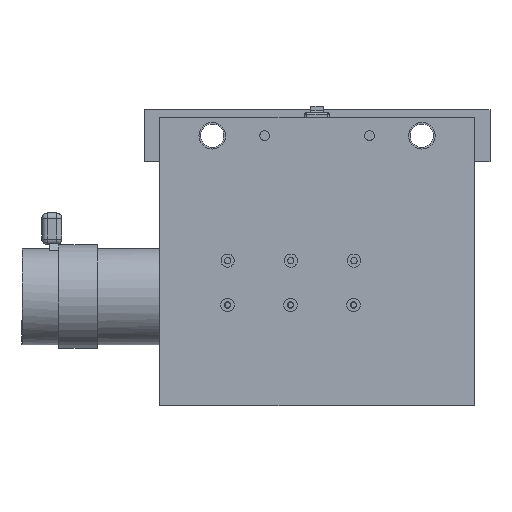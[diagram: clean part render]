
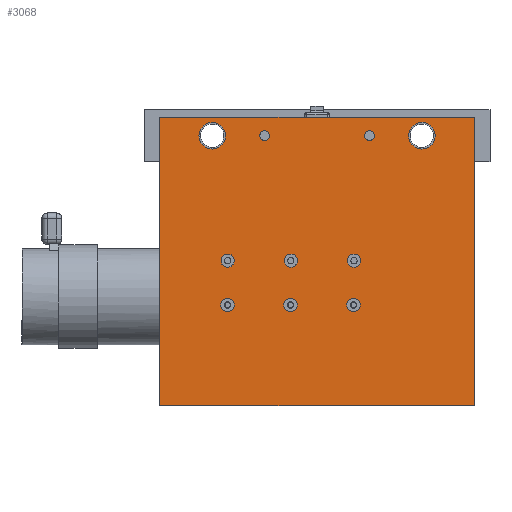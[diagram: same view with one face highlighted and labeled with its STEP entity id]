
A CAD part, front view. The second image highlights one B-rep face of the part: STEP entity #3068.
In plain terms, the highlighted face is planar.
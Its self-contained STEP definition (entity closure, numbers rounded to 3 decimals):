
#155 = DIRECTION ( 'NONE',  ( 0., 0., 1. ) ) ;
#172 = EDGE_LOOP ( 'NONE', ( #4039 ) ) ;
#216 = DIRECTION ( 'NONE',  ( 1., 0., 0. ) ) ;
#322 = AXIS2_PLACEMENT_3D ( 'NONE', #5373, #11468, #1042 ) ;
#348 = CARTESIAN_POINT ( 'NONE',  ( 0., 275., 74. ) ) ;
#448 = FACE_OUTER_BOUND ( 'NONE', #12075, .T. ) ;
#623 = CIRCLE ( 'NONE', #12380, 6.35 ) ;
#635 = AXIS2_PLACEMENT_3D ( 'NONE', #7825, #3411, #16565 ) ;
#705 = DIRECTION ( 'NONE',  ( 0., 0., -1. ) ) ;
#733 = DIRECTION ( 'NONE',  ( 1., 0., 0. ) ) ;
#893 = EDGE_CURVE ( 'NONE', #10110, #10110, #2405, .T. ) ;
#896 = FACE_BOUND ( 'NONE', #12571, .T. ) ;
#1042 = DIRECTION ( 'NONE',  ( -1., 0., 0. ) ) ;
#1144 = CARTESIAN_POINT ( 'NONE',  ( 262.7, 17.5, 74. ) ) ;
#1260 = VERTEX_POINT ( 'NONE', #12682 ) ;
#1369 = ORIENTED_EDGE ( 'NONE', *, *, #13693, .T. ) ;
#1438 = DIRECTION ( 'NONE',  ( 0., 0., 1. ) ) ;
#1903 = EDGE_LOOP ( 'NONE', ( #10142 ) ) ;
#2050 = CARTESIAN_POINT ( 'NONE',  ( 168.957, 178.999, 74. ) ) ;
#2117 = EDGE_LOOP ( 'NONE', ( #4452 ) ) ;
#2175 = CARTESIAN_POINT ( 'NONE',  ( 228.9, 136.75, 74. ) ) ;
#2249 = DIRECTION ( 'NONE',  ( 0., -1., 0. ) ) ;
#2289 = VECTOR ( 'NONE', #10077, 1000. ) ;
#2309 = EDGE_CURVE ( 'NONE', #14023, #14023, #6284, .T. ) ;
#2386 = ORIENTED_EDGE ( 'NONE', *, *, #17105, .F. ) ;
#2405 = CIRCLE ( 'NONE', #3290, 6.35 ) ;
#2408 = VERTEX_POINT ( 'NONE', #10629 ) ;
#2490 = CARTESIAN_POINT ( 'NONE',  ( 300., 275., 74. ) ) ;
#2728 = AXIS2_PLACEMENT_3D ( 'NONE', #7425, #155, #9097 ) ;
#2808 = CIRCLE ( 'NONE', #2728, 12.7 ) ;
#2950 = VERTEX_POINT ( 'NONE', #2490 ) ;
#3021 = ORIENTED_EDGE ( 'NONE', *, *, #12241, .T. ) ;
#3068 = ADVANCED_FACE ( 'NONE', ( #896, #12254, #3708, #5308, #17054, #14588, #4393, #15035, #448, #12275, #9231 ), #8095, .T. ) ;
#3157 = ORIENTED_EDGE ( 'NONE', *, *, #3187, .F. ) ;
#3187 = EDGE_CURVE ( 'NONE', #11488, #11488, #13196, .T. ) ;
#3278 = CARTESIAN_POINT ( 'NONE',  ( 300., 275., 74. ) ) ;
#3290 = AXIS2_PLACEMENT_3D ( 'NONE', #3814, #705, #3746 ) ;
#3411 = DIRECTION ( 'NONE',  ( 0., 0., 1. ) ) ;
#3526 = EDGE_CURVE ( 'NONE', #14390, #2950, #6703, .T. ) ;
#3703 = AXIS2_PLACEMENT_3D ( 'NONE', #11290, #18486, #3911 ) ;
#3708 = FACE_BOUND ( 'NONE', #15715, .T. ) ;
#3744 = CARTESIAN_POINT ( 'NONE',  ( 108.861, 178.997, 74. ) ) ;
#3746 = DIRECTION ( 'NONE',  ( -1., 0., 0. ) ) ;
#3785 = VERTEX_POINT ( 'NONE', #13127 ) ;
#3814 = CARTESIAN_POINT ( 'NONE',  ( 235.404, 179., 74. ) ) ;
#3911 = DIRECTION ( 'NONE',  ( -1., 0., 0. ) ) ;
#4022 = CARTESIAN_POINT ( 'NONE',  ( 175.307, 178.999, 74. ) ) ;
#4039 = ORIENTED_EDGE ( 'NONE', *, *, #16031, .F. ) ;
#4393 = FACE_BOUND ( 'NONE', #17369, .T. ) ;
#4452 = ORIENTED_EDGE ( 'NONE', *, *, #11515, .T. ) ;
#4519 = EDGE_CURVE ( 'NONE', #11012, #11012, #623, .T. ) ;
#4644 = LINE ( 'NONE', #3278, #6502 ) ;
#4859 = ORIENTED_EDGE ( 'NONE', *, *, #893, .T. ) ;
#4929 = CARTESIAN_POINT ( 'NONE',  ( 0., 0., 74. ) ) ;
#4934 = EDGE_LOOP ( 'NONE', ( #2386 ) ) ;
#5308 = FACE_BOUND ( 'NONE', #2117, .T. ) ;
#5333 = ORIENTED_EDGE ( 'NONE', *, *, #3526, .T. ) ;
#5373 = CARTESIAN_POINT ( 'NONE',  ( 114.75, 136.75, 74. ) ) ;
#5723 = ORIENTED_EDGE ( 'NONE', *, *, #4519, .T. ) ;
#5890 = VERTEX_POINT ( 'NONE', #14604 ) ;
#6284 = CIRCLE ( 'NONE', #7420, 4.675 ) ;
#6466 = DIRECTION ( 'NONE',  ( -1., 0., 0. ) ) ;
#6502 = VECTOR ( 'NONE', #7691, 1000. ) ;
#6596 = VERTEX_POINT ( 'NONE', #2175 ) ;
#6629 = EDGE_LOOP ( 'NONE', ( #1369 ) ) ;
#6703 = LINE ( 'NONE', #8577, #2289 ) ;
#6845 = VERTEX_POINT ( 'NONE', #3744 ) ;
#7205 = AXIS2_PLACEMENT_3D ( 'NONE', #15310, #15119, #6466 ) ;
#7292 = CIRCLE ( 'NONE', #7205, 6.35 ) ;
#7354 = CARTESIAN_POINT ( 'NONE',  ( 100., 17.5, 74. ) ) ;
#7386 = AXIS2_PLACEMENT_3D ( 'NONE', #9923, #16990, #12837 ) ;
#7420 = AXIS2_PLACEMENT_3D ( 'NONE', #7354, #1438, #16267 ) ;
#7425 = CARTESIAN_POINT ( 'NONE',  ( 250., 17.5, 74. ) ) ;
#7592 = LINE ( 'NONE', #12683, #18416 ) ;
#7691 = DIRECTION ( 'NONE',  ( -1., 0., 0. ) ) ;
#7734 = ORIENTED_EDGE ( 'NONE', *, *, #8763, .T. ) ;
#7825 = CARTESIAN_POINT ( 'NONE',  ( 200., 17.5, 74. ) ) ;
#8095 = PLANE ( 'NONE',  #8355 ) ;
#8355 = AXIS2_PLACEMENT_3D ( 'NONE', #4929, #9617, #733 ) ;
#8577 = CARTESIAN_POINT ( 'NONE',  ( 300., 275., 74. ) ) ;
#8763 = EDGE_CURVE ( 'NONE', #13292, #2408, #7592, .T. ) ;
#9097 = DIRECTION ( 'NONE',  ( 1., 0., 0. ) ) ;
#9231 = FACE_BOUND ( 'NONE', #17433, .T. ) ;
#9617 = DIRECTION ( 'NONE',  ( 0., 0., 1. ) ) ;
#9923 = CARTESIAN_POINT ( 'NONE',  ( 50., 17.5, 74. ) ) ;
#9965 = DIRECTION ( 'NONE',  ( -1., 0., 0. ) ) ;
#10077 = DIRECTION ( 'NONE',  ( 0., 1., 0. ) ) ;
#10110 = VERTEX_POINT ( 'NONE', #10670 ) ;
#10142 = ORIENTED_EDGE ( 'NONE', *, *, #14834, .T. ) ;
#10230 = VECTOR ( 'NONE', #216, 1000. ) ;
#10515 = VERTEX_POINT ( 'NONE', #1144 ) ;
#10629 = CARTESIAN_POINT ( 'NONE',  ( 0., 0., 74. ) ) ;
#10670 = CARTESIAN_POINT ( 'NONE',  ( 229.054, 179., 74. ) ) ;
#11012 = VERTEX_POINT ( 'NONE', #2050 ) ;
#11290 = CARTESIAN_POINT ( 'NONE',  ( 175., 136.75, 74. ) ) ;
#11401 = CARTESIAN_POINT ( 'NONE',  ( 235.25, 136.75, 74. ) ) ;
#11468 = DIRECTION ( 'NONE',  ( 0., 0., -1. ) ) ;
#11488 = VERTEX_POINT ( 'NONE', #13583 ) ;
#11515 = EDGE_CURVE ( 'NONE', #6845, #6845, #7292, .T. ) ;
#11679 = AXIS2_PLACEMENT_3D ( 'NONE', #11401, #14433, #17219 ) ;
#11893 = CARTESIAN_POINT ( 'NONE',  ( 300., 0., 74. ) ) ;
#12075 = EDGE_LOOP ( 'NONE', ( #14038, #5333, #18140, #7734 ) ) ;
#12241 = EDGE_CURVE ( 'NONE', #6596, #6596, #14677, .T. ) ;
#12242 = CIRCLE ( 'NONE', #3703, 6.35 ) ;
#12254 = FACE_BOUND ( 'NONE', #16055, .T. ) ;
#12275 = FACE_BOUND ( 'NONE', #172, .T. ) ;
#12380 = AXIS2_PLACEMENT_3D ( 'NONE', #4022, #18910, #9965 ) ;
#12571 = EDGE_LOOP ( 'NONE', ( #3021 ) ) ;
#12682 = CARTESIAN_POINT ( 'NONE',  ( 108.4, 136.75, 74. ) ) ;
#12683 = CARTESIAN_POINT ( 'NONE',  ( 0., 275., 74. ) ) ;
#12837 = DIRECTION ( 'NONE',  ( 1., 0., 0. ) ) ;
#12986 = CARTESIAN_POINT ( 'NONE',  ( 300., 0., 74. ) ) ;
#13127 = CARTESIAN_POINT ( 'NONE',  ( 204.675, 17.5, 74. ) ) ;
#13196 = CIRCLE ( 'NONE', #7386, 12.7 ) ;
#13292 = VERTEX_POINT ( 'NONE', #348 ) ;
#13583 = CARTESIAN_POINT ( 'NONE',  ( 62.7, 17.5, 74. ) ) ;
#13646 = CARTESIAN_POINT ( 'NONE',  ( 104.675, 17.5, 74. ) ) ;
#13693 = EDGE_CURVE ( 'NONE', #1260, #1260, #17583, .T. ) ;
#14023 = VERTEX_POINT ( 'NONE', #13646 ) ;
#14038 = ORIENTED_EDGE ( 'NONE', *, *, #16071, .T. ) ;
#14056 = EDGE_CURVE ( 'NONE', #2950, #13292, #4644, .T. ) ;
#14390 = VERTEX_POINT ( 'NONE', #12986 ) ;
#14433 = DIRECTION ( 'NONE',  ( 0., 0., -1. ) ) ;
#14588 = FACE_BOUND ( 'NONE', #1903, .T. ) ;
#14604 = CARTESIAN_POINT ( 'NONE',  ( 168.65, 136.75, 74. ) ) ;
#14677 = CIRCLE ( 'NONE', #11679, 6.35 ) ;
#14820 = ORIENTED_EDGE ( 'NONE', *, *, #2309, .F. ) ;
#14834 = EDGE_CURVE ( 'NONE', #5890, #5890, #12242, .T. ) ;
#15035 = FACE_BOUND ( 'NONE', #4934, .T. ) ;
#15119 = DIRECTION ( 'NONE',  ( 0., 0., -1. ) ) ;
#15310 = CARTESIAN_POINT ( 'NONE',  ( 115.211, 178.997, 74. ) ) ;
#15715 = EDGE_LOOP ( 'NONE', ( #5723 ) ) ;
#15925 = CIRCLE ( 'NONE', #635, 4.675 ) ;
#16031 = EDGE_CURVE ( 'NONE', #10515, #10515, #2808, .T. ) ;
#16055 = EDGE_LOOP ( 'NONE', ( #4859 ) ) ;
#16071 = EDGE_CURVE ( 'NONE', #2408, #14390, #17809, .T. ) ;
#16267 = DIRECTION ( 'NONE',  ( 1., 0., 0. ) ) ;
#16565 = DIRECTION ( 'NONE',  ( 1., 0., 0. ) ) ;
#16990 = DIRECTION ( 'NONE',  ( 0., 0., 1. ) ) ;
#17054 = FACE_BOUND ( 'NONE', #6629, .T. ) ;
#17105 = EDGE_CURVE ( 'NONE', #3785, #3785, #15925, .T. ) ;
#17219 = DIRECTION ( 'NONE',  ( -1., 0., 0. ) ) ;
#17369 = EDGE_LOOP ( 'NONE', ( #3157 ) ) ;
#17433 = EDGE_LOOP ( 'NONE', ( #14820 ) ) ;
#17583 = CIRCLE ( 'NONE', #322, 6.35 ) ;
#17809 = LINE ( 'NONE', #11893, #10230 ) ;
#18140 = ORIENTED_EDGE ( 'NONE', *, *, #14056, .T. ) ;
#18416 = VECTOR ( 'NONE', #2249, 1000. ) ;
#18486 = DIRECTION ( 'NONE',  ( 0., 0., -1. ) ) ;
#18910 = DIRECTION ( 'NONE',  ( 0., 0., -1. ) ) ;
